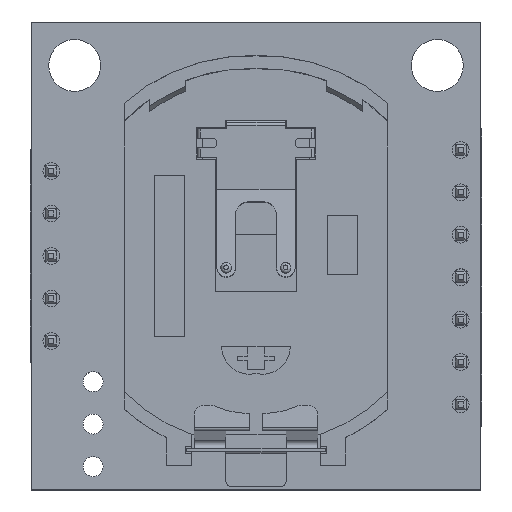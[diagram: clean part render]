
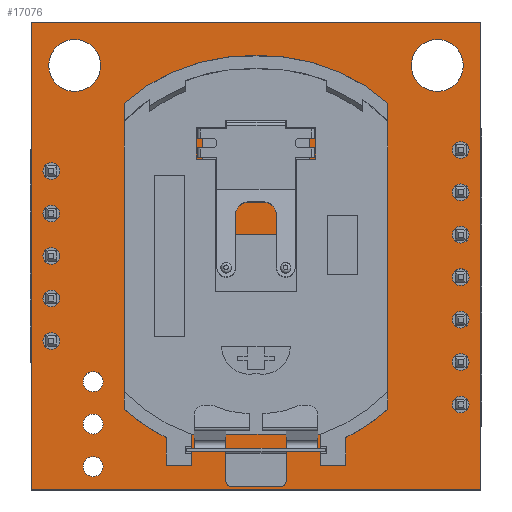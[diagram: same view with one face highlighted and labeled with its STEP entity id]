
A CAD part, top view. The second image highlights one B-rep face of the part: STEP entity #17076.
In plain terms, the highlighted planar face has unit normal (0, 0, 1).
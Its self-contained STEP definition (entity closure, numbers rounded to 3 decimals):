
#763=FACE_BOUND('',#2662,.T.);
#764=FACE_BOUND('',#2663,.T.);
#765=FACE_BOUND('',#2664,.T.);
#766=FACE_BOUND('',#2665,.T.);
#767=FACE_BOUND('',#2666,.T.);
#768=FACE_BOUND('',#2667,.T.);
#769=FACE_BOUND('',#2668,.T.);
#770=FACE_BOUND('',#2669,.T.);
#771=FACE_BOUND('',#2670,.T.);
#772=FACE_BOUND('',#2671,.T.);
#773=FACE_BOUND('',#2672,.T.);
#774=FACE_BOUND('',#2673,.T.);
#775=FACE_BOUND('',#2674,.T.);
#776=FACE_BOUND('',#2675,.T.);
#777=FACE_BOUND('',#2676,.T.);
#778=FACE_BOUND('',#2677,.T.);
#779=FACE_BOUND('',#2678,.T.);
#867=PLANE('',#18131);
#1729=FACE_OUTER_BOUND('',#2661,.T.);
#2661=EDGE_LOOP('',(#12276,#12277,#12278,#12279));
#2662=EDGE_LOOP('',(#12280));
#2663=EDGE_LOOP('',(#12281));
#2664=EDGE_LOOP('',(#12282));
#2665=EDGE_LOOP('',(#12283));
#2666=EDGE_LOOP('',(#12284));
#2667=EDGE_LOOP('',(#12285));
#2668=EDGE_LOOP('',(#12286));
#2669=EDGE_LOOP('',(#12287));
#2670=EDGE_LOOP('',(#12288));
#2671=EDGE_LOOP('',(#12289));
#2672=EDGE_LOOP('',(#12290));
#2673=EDGE_LOOP('',(#12291));
#2674=EDGE_LOOP('',(#12292));
#2675=EDGE_LOOP('',(#12293));
#2676=EDGE_LOOP('',(#12294));
#2677=EDGE_LOOP('',(#12295));
#2678=EDGE_LOOP('',(#12296));
#3691=LINE('',#23780,#5893);
#3694=LINE('',#23786,#5896);
#3697=LINE('',#23792,#5899);
#3700=LINE('',#23796,#5902);
#5893=VECTOR('',#19332,10.);
#5896=VECTOR('',#19337,10.);
#5899=VECTOR('',#19342,10.);
#5902=VECTOR('',#19347,10.);
#8076=CIRCLE('',#18077,0.6);
#8078=CIRCLE('',#18080,0.6);
#8080=CIRCLE('',#18083,0.6);
#8082=CIRCLE('',#18086,0.5);
#8084=CIRCLE('',#18089,0.5);
#8086=CIRCLE('',#18092,0.5);
#8088=CIRCLE('',#18095,0.5);
#8090=CIRCLE('',#18098,0.5);
#8092=CIRCLE('',#18101,0.5);
#8094=CIRCLE('',#18104,0.5);
#8096=CIRCLE('',#18107,0.5);
#8098=CIRCLE('',#18110,0.5);
#8100=CIRCLE('',#18113,0.5);
#8102=CIRCLE('',#18116,0.5);
#8104=CIRCLE('',#18119,0.5);
#8106=CIRCLE('',#18122,1.55);
#8108=CIRCLE('',#18125,1.55);
#8262=VERTEX_POINT('',#23672);
#8264=VERTEX_POINT('',#23678);
#8266=VERTEX_POINT('',#23684);
#8268=VERTEX_POINT('',#23690);
#8270=VERTEX_POINT('',#23696);
#8272=VERTEX_POINT('',#23702);
#8274=VERTEX_POINT('',#23708);
#8276=VERTEX_POINT('',#23714);
#8278=VERTEX_POINT('',#23720);
#8280=VERTEX_POINT('',#23726);
#8282=VERTEX_POINT('',#23732);
#8284=VERTEX_POINT('',#23738);
#8286=VERTEX_POINT('',#23744);
#8288=VERTEX_POINT('',#23750);
#8290=VERTEX_POINT('',#23756);
#8292=VERTEX_POINT('',#23762);
#8294=VERTEX_POINT('',#23768);
#8298=VERTEX_POINT('',#23777);
#8299=VERTEX_POINT('',#23779);
#8301=VERTEX_POINT('',#23785);
#8303=VERTEX_POINT('',#23791);
#9802=EDGE_CURVE('',#8262,#8262,#8076,.T.);
#9805=EDGE_CURVE('',#8264,#8264,#8078,.T.);
#9808=EDGE_CURVE('',#8266,#8266,#8080,.T.);
#9811=EDGE_CURVE('',#8268,#8268,#8082,.T.);
#9814=EDGE_CURVE('',#8270,#8270,#8084,.T.);
#9817=EDGE_CURVE('',#8272,#8272,#8086,.T.);
#9820=EDGE_CURVE('',#8274,#8274,#8088,.T.);
#9823=EDGE_CURVE('',#8276,#8276,#8090,.T.);
#9826=EDGE_CURVE('',#8278,#8278,#8092,.T.);
#9829=EDGE_CURVE('',#8280,#8280,#8094,.T.);
#9832=EDGE_CURVE('',#8282,#8282,#8096,.T.);
#9835=EDGE_CURVE('',#8284,#8284,#8098,.T.);
#9838=EDGE_CURVE('',#8286,#8286,#8100,.T.);
#9841=EDGE_CURVE('',#8288,#8288,#8102,.T.);
#9844=EDGE_CURVE('',#8290,#8290,#8104,.T.);
#9847=EDGE_CURVE('',#8292,#8292,#8106,.T.);
#9850=EDGE_CURVE('',#8294,#8294,#8108,.T.);
#9855=EDGE_CURVE('',#8299,#8298,#3691,.T.);
#9858=EDGE_CURVE('',#8301,#8299,#3694,.T.);
#9861=EDGE_CURVE('',#8303,#8301,#3697,.T.);
#9864=EDGE_CURVE('',#8298,#8303,#3700,.T.);
#12276=ORIENTED_EDGE('',*,*,#9864,.T.);
#12277=ORIENTED_EDGE('',*,*,#9861,.T.);
#12278=ORIENTED_EDGE('',*,*,#9858,.T.);
#12279=ORIENTED_EDGE('',*,*,#9855,.T.);
#12280=ORIENTED_EDGE('',*,*,#9850,.T.);
#12281=ORIENTED_EDGE('',*,*,#9847,.T.);
#12282=ORIENTED_EDGE('',*,*,#9844,.T.);
#12283=ORIENTED_EDGE('',*,*,#9841,.T.);
#12284=ORIENTED_EDGE('',*,*,#9838,.T.);
#12285=ORIENTED_EDGE('',*,*,#9835,.T.);
#12286=ORIENTED_EDGE('',*,*,#9832,.T.);
#12287=ORIENTED_EDGE('',*,*,#9829,.T.);
#12288=ORIENTED_EDGE('',*,*,#9826,.T.);
#12289=ORIENTED_EDGE('',*,*,#9823,.T.);
#12290=ORIENTED_EDGE('',*,*,#9820,.T.);
#12291=ORIENTED_EDGE('',*,*,#9817,.T.);
#12292=ORIENTED_EDGE('',*,*,#9814,.T.);
#12293=ORIENTED_EDGE('',*,*,#9811,.T.);
#12294=ORIENTED_EDGE('',*,*,#9808,.T.);
#12295=ORIENTED_EDGE('',*,*,#9805,.T.);
#12296=ORIENTED_EDGE('',*,*,#9802,.T.);
#17076=ADVANCED_FACE('',(#1729,#763,#764,#765,#766,#767,#768,#769,#770,
#771,#772,#773,#774,#775,#776,#777,#778,#779),#867,.T.);
#18077=AXIS2_PLACEMENT_3D('',#23673,#19211,#19212);
#18080=AXIS2_PLACEMENT_3D('',#23679,#19218,#19219);
#18083=AXIS2_PLACEMENT_3D('',#23685,#19225,#19226);
#18086=AXIS2_PLACEMENT_3D('',#23691,#19232,#19233);
#18089=AXIS2_PLACEMENT_3D('',#23697,#19239,#19240);
#18092=AXIS2_PLACEMENT_3D('',#23703,#19246,#19247);
#18095=AXIS2_PLACEMENT_3D('',#23709,#19253,#19254);
#18098=AXIS2_PLACEMENT_3D('',#23715,#19260,#19261);
#18101=AXIS2_PLACEMENT_3D('',#23721,#19267,#19268);
#18104=AXIS2_PLACEMENT_3D('',#23727,#19274,#19275);
#18107=AXIS2_PLACEMENT_3D('',#23733,#19281,#19282);
#18110=AXIS2_PLACEMENT_3D('',#23739,#19288,#19289);
#18113=AXIS2_PLACEMENT_3D('',#23745,#19295,#19296);
#18116=AXIS2_PLACEMENT_3D('',#23751,#19302,#19303);
#18119=AXIS2_PLACEMENT_3D('',#23757,#19309,#19310);
#18122=AXIS2_PLACEMENT_3D('',#23763,#19316,#19317);
#18125=AXIS2_PLACEMENT_3D('',#23769,#19323,#19324);
#18131=AXIS2_PLACEMENT_3D('',#23797,#19348,#19349);
#19211=DIRECTION('center_axis',(0.,0.,-1.));
#19212=DIRECTION('ref_axis',(1.,0.,0.));
#19218=DIRECTION('center_axis',(0.,0.,-1.));
#19219=DIRECTION('ref_axis',(1.,0.,0.));
#19225=DIRECTION('center_axis',(0.,0.,-1.));
#19226=DIRECTION('ref_axis',(1.,0.,0.));
#19232=DIRECTION('center_axis',(0.,0.,-1.));
#19233=DIRECTION('ref_axis',(1.,0.,0.));
#19239=DIRECTION('center_axis',(0.,0.,-1.));
#19240=DIRECTION('ref_axis',(1.,0.,0.));
#19246=DIRECTION('center_axis',(0.,0.,-1.));
#19247=DIRECTION('ref_axis',(1.,0.,0.));
#19253=DIRECTION('center_axis',(0.,0.,-1.));
#19254=DIRECTION('ref_axis',(1.,0.,0.));
#19260=DIRECTION('center_axis',(0.,0.,-1.));
#19261=DIRECTION('ref_axis',(1.,0.,0.));
#19267=DIRECTION('center_axis',(0.,0.,-1.));
#19268=DIRECTION('ref_axis',(1.,0.,0.));
#19274=DIRECTION('center_axis',(0.,0.,-1.));
#19275=DIRECTION('ref_axis',(1.,0.,0.));
#19281=DIRECTION('center_axis',(0.,0.,-1.));
#19282=DIRECTION('ref_axis',(1.,0.,0.));
#19288=DIRECTION('center_axis',(0.,0.,-1.));
#19289=DIRECTION('ref_axis',(1.,0.,0.));
#19295=DIRECTION('center_axis',(0.,0.,-1.));
#19296=DIRECTION('ref_axis',(1.,0.,0.));
#19302=DIRECTION('center_axis',(0.,0.,-1.));
#19303=DIRECTION('ref_axis',(1.,0.,0.));
#19309=DIRECTION('center_axis',(0.,0.,-1.));
#19310=DIRECTION('ref_axis',(1.,0.,0.));
#19316=DIRECTION('center_axis',(0.,0.,-1.));
#19317=DIRECTION('ref_axis',(1.,0.,0.));
#19323=DIRECTION('center_axis',(0.,0.,-1.));
#19324=DIRECTION('ref_axis',(1.,0.,0.));
#19332=DIRECTION('',(1.,0.,0.));
#19337=DIRECTION('',(0.,-1.,0.));
#19342=DIRECTION('',(-1.,0.,0.));
#19347=DIRECTION('',(0.,1.,0.));
#19348=DIRECTION('center_axis',(0.,0.,1.));
#19349=DIRECTION('ref_axis',(1.,0.,0.));
#23672=CARTESIAN_POINT('',(-10.35,-7.52,1.2));
#23673=CARTESIAN_POINT('Origin',(-9.75,-7.52,1.2));
#23678=CARTESIAN_POINT('',(-10.35,-10.06,1.2));
#23679=CARTESIAN_POINT('Origin',(-9.75,-10.06,1.2));
#23684=CARTESIAN_POINT('',(-10.35,-12.6,1.2));
#23685=CARTESIAN_POINT('Origin',(-9.75,-12.6,1.2));
#23690=CARTESIAN_POINT('',(-12.75,5.08,1.2));
#23691=CARTESIAN_POINT('Origin',(-12.25,5.08,1.2));
#23696=CARTESIAN_POINT('',(-12.75,2.54,1.2));
#23697=CARTESIAN_POINT('Origin',(-12.25,2.54,1.2));
#23702=CARTESIAN_POINT('',(-12.75,-5.08,1.2));
#23703=CARTESIAN_POINT('Origin',(-12.25,-5.08,1.2));
#23708=CARTESIAN_POINT('',(-12.75,-2.54,1.2));
#23709=CARTESIAN_POINT('Origin',(-12.25,-2.54,1.2));
#23714=CARTESIAN_POINT('',(-12.75,0.,1.2));
#23715=CARTESIAN_POINT('Origin',(-12.25,0.,1.2));
#23720=CARTESIAN_POINT('',(11.75,6.35,1.2));
#23721=CARTESIAN_POINT('Origin',(12.25,6.35,1.2));
#23726=CARTESIAN_POINT('',(11.75,3.81,1.2));
#23727=CARTESIAN_POINT('Origin',(12.25,3.81,1.2));
#23732=CARTESIAN_POINT('',(11.75,-6.35,1.2));
#23733=CARTESIAN_POINT('Origin',(12.25,-6.35,1.2));
#23738=CARTESIAN_POINT('',(11.75,-1.27,1.2));
#23739=CARTESIAN_POINT('Origin',(12.25,-1.27,1.2));
#23744=CARTESIAN_POINT('',(11.75,1.27,1.2));
#23745=CARTESIAN_POINT('Origin',(12.25,1.27,1.2));
#23750=CARTESIAN_POINT('',(11.75,-8.89,1.2));
#23751=CARTESIAN_POINT('Origin',(12.25,-8.89,1.2));
#23756=CARTESIAN_POINT('',(11.75,-3.81,1.2));
#23757=CARTESIAN_POINT('Origin',(12.25,-3.81,1.2));
#23762=CARTESIAN_POINT('',(-12.4,11.4,1.2));
#23763=CARTESIAN_POINT('Origin',(-10.85,11.4,1.2));
#23768=CARTESIAN_POINT('',(9.3,11.4,1.2));
#23769=CARTESIAN_POINT('Origin',(10.85,11.4,1.2));
#23777=CARTESIAN_POINT('',(13.45,-14.,1.2));
#23779=CARTESIAN_POINT('',(-13.45,-14.,1.2));
#23780=CARTESIAN_POINT('',(-13.45,-14.,1.2));
#23785=CARTESIAN_POINT('',(-13.45,14.,1.2));
#23786=CARTESIAN_POINT('',(-13.45,14.,1.2));
#23791=CARTESIAN_POINT('',(13.45,14.,1.2));
#23792=CARTESIAN_POINT('',(13.45,14.,1.2));
#23796=CARTESIAN_POINT('',(13.45,-14.,1.2));
#23797=CARTESIAN_POINT('Origin',(0.,0.,1.2));
